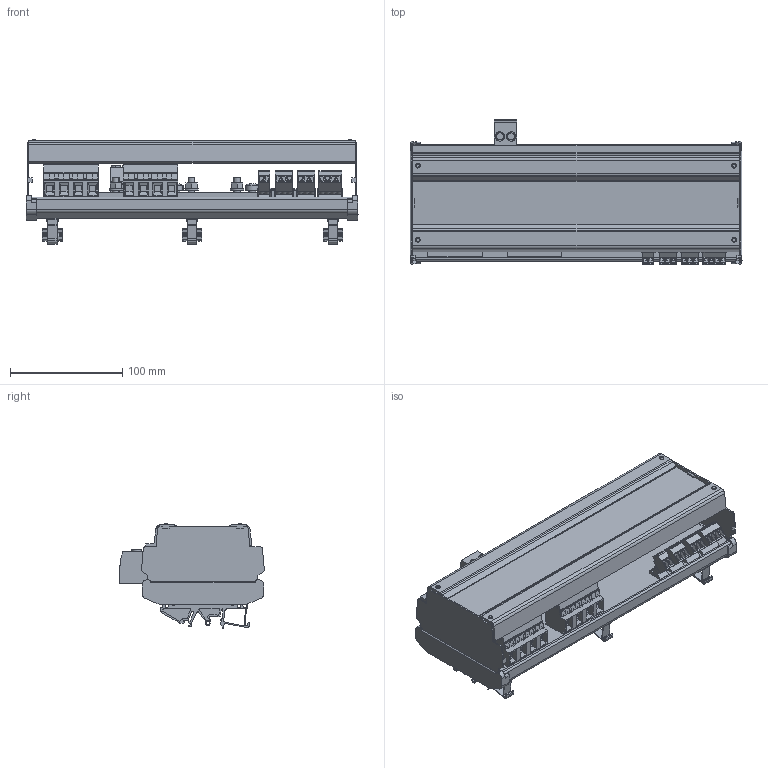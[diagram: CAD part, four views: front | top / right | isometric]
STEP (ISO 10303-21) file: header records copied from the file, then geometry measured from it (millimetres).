
FILE_DESCRIPTION(('CATIA V5R24 STEP','CAx-IF Rec.Pracs.--- Model Styling and Organization---1.2---2011-12-15'),'2;1');
FILE_NAME ('9371399_4_1238120000_S3D_TRANSCLINIC_8I+.stp','2018-02-09T07:32:25+00:00',('none'),('Weidmueller'),'CATIA Version 5-6 Release 2014 SP4','CATIA V5 STEP AP214','none');
FILE_SCHEMA(('AUTOMOTIVE_DESIGN { 1 0 10303 214 1 1 1 1 }'));
Products named in the file (1): 1238120000
Bounding box: 295.4 x 129.6 x 92.95 mm (x, y, z)
Volume: 726545.5 mm3; surface area: 330248.4 mm2
Topology: 66 solids, 66 shells, 3396 faces, 9786 edges, 6684 vertices
Faces by surface type: plane 2468, cylinder 722, extrusion 146, bspline 32, sphere 16, cone 12
Entity records: 116324 total; most frequent: CARTESIAN_POINT 28365, ORIENTED_EDGE 19572, DIRECTION 13793, EDGE_CURVE 9786, VECTOR 7646, LINE 7500, VERTEX_POINT 6684, AXIS2_PLACEMENT_3D 3773
